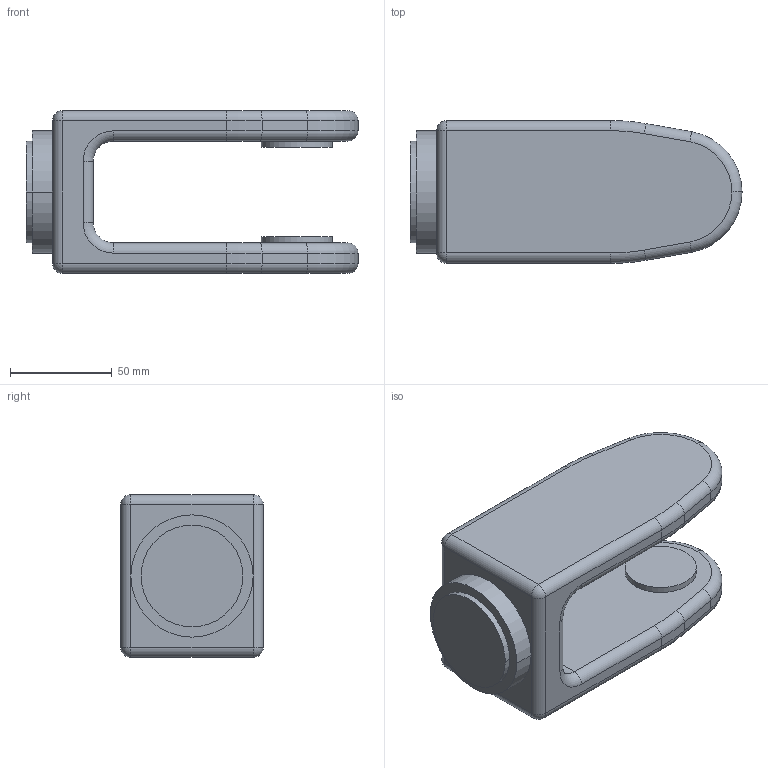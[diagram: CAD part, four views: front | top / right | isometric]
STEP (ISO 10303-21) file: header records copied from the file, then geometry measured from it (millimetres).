
FILE_DESCRIPTION (( 'STEP AP203' ), '1' );
FILE_NAME ('RBT_LINK4_Default_sldprt.STEP', '2025-02-10T15:52:44', ( '' ), ( '' ), 'SwSTEP 2.0', 'SolidWorks 2024', '' );
FILE_SCHEMA (( 'CONFIG_CONTROL_DESIGN' ));
Length unit declared in the file: millimetre
Products named in the file (1): RBT_LINK4_Default_sldprt
Bounding box: 163 x 70 x 80 mm (x, y, z)
Volume: 395072.2 mm3; surface area: 56077.9 mm2
Topology: 1 solids, 1 shells, 78 faces, 175 edges, 98 vertices
Faces by surface type: cylinder 38, torus 19, plane 17, sphere 4
Entity records: 2209 total; most frequent: DIRECTION 430, CARTESIAN_POINT 348, ORIENTED_EDGE 342, AXIS2_PLACEMENT_3D 180, EDGE_CURVE 171, CIRCLE 101, VERTEX_POINT 98, EDGE_LOOP 81
